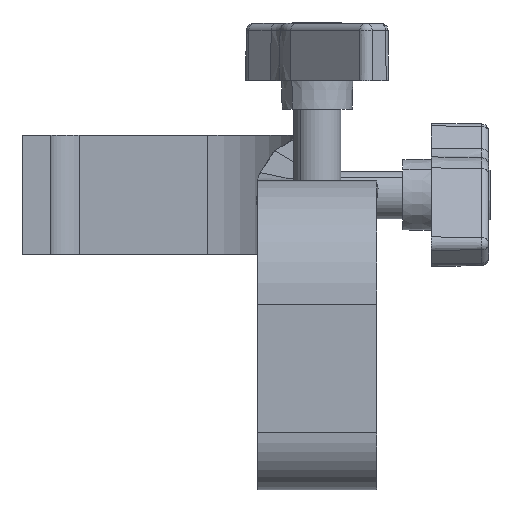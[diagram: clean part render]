
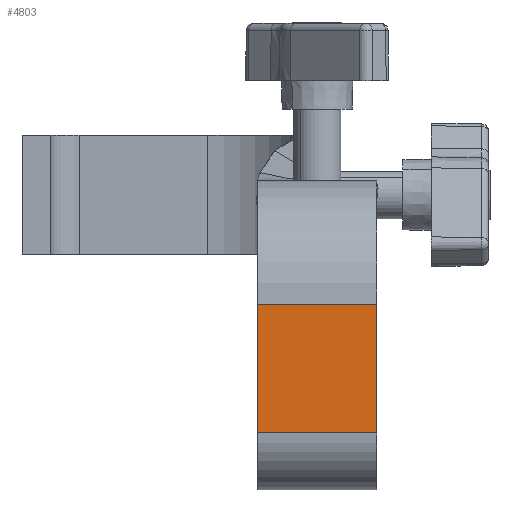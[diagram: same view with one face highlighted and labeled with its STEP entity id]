
A CAD part, front view. The second image highlights one B-rep face of the part: STEP entity #4803.
In plain terms, the highlighted planar face has unit normal (0, -1, 0).
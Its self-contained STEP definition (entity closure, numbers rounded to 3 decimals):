
#841 = CARTESIAN_POINT ( 'NONE',  ( 12.5, 0., -53. ) ) ;
#1627 = EDGE_CURVE ( 'NONE', #3078, #7381, #6801, .T. ) ;
#1641 = VECTOR ( 'NONE', #6636, 1000. ) ;
#1814 = EDGE_LOOP ( 'NONE', ( #8069, #2885, #14030, #7694 ) ) ;
#2885 = ORIENTED_EDGE ( 'NONE', *, *, #12109, .F. ) ;
#3078 = VERTEX_POINT ( 'NONE', #17185 ) ;
#4247 = CARTESIAN_POINT ( 'NONE',  ( 12.5, 0., -53. ) ) ;
#4634 = AXIS2_PLACEMENT_3D ( 'NONE', #16724, #6296, #14048 ) ;
#4803 = ADVANCED_FACE ( 'NONE', ( #5698 ), #10381, .T. ) ;
#5557 = VECTOR ( 'NONE', #15664, 1000. ) ;
#5698 = FACE_OUTER_BOUND ( 'NONE', #1814, .T. ) ;
#6296 = DIRECTION ( 'NONE',  ( 0., -1., 0. ) ) ;
#6636 = DIRECTION ( 'NONE',  ( 0., 0., 1. ) ) ;
#6801 = LINE ( 'NONE', #4247, #15822 ) ;
#7240 = EDGE_CURVE ( 'NONE', #7850, #11625, #17369, .T. ) ;
#7381 = VERTEX_POINT ( 'NONE', #10927 ) ;
#7437 = LINE ( 'NONE', #841, #5557 ) ;
#7694 = ORIENTED_EDGE ( 'NONE', *, *, #11144, .T. ) ;
#7850 = VERTEX_POINT ( 'NONE', #9274 ) ;
#8069 = ORIENTED_EDGE ( 'NONE', *, *, #7240, .F. ) ;
#9274 = CARTESIAN_POINT ( 'NONE',  ( -12.5, 0., -53. ) ) ;
#10381 = PLANE ( 'NONE',  #4634 ) ;
#10578 = LINE ( 'NONE', #11793, #16238 ) ;
#10927 = CARTESIAN_POINT ( 'NONE',  ( 12.5, 0., -26. ) ) ;
#11144 = EDGE_CURVE ( 'NONE', #7381, #11625, #10578, .T. ) ;
#11625 = VERTEX_POINT ( 'NONE', #14594 ) ;
#11793 = CARTESIAN_POINT ( 'NONE',  ( 12.5, 0., -26. ) ) ;
#12109 = EDGE_CURVE ( 'NONE', #3078, #7850, #7437, .T. ) ;
#13130 = DIRECTION ( 'NONE',  ( -1., 0., 0. ) ) ;
#13640 = DIRECTION ( 'NONE',  ( 0., 0., 1. ) ) ;
#14030 = ORIENTED_EDGE ( 'NONE', *, *, #1627, .T. ) ;
#14048 = DIRECTION ( 'NONE',  ( 0., 0., -1. ) ) ;
#14594 = CARTESIAN_POINT ( 'NONE',  ( -12.5, 0., -26. ) ) ;
#14692 = CARTESIAN_POINT ( 'NONE',  ( -12.5, 0., -53. ) ) ;
#15664 = DIRECTION ( 'NONE',  ( -1., 0., 0. ) ) ;
#15822 = VECTOR ( 'NONE', #13640, 1000. ) ;
#16238 = VECTOR ( 'NONE', #13130, 1000. ) ;
#16724 = CARTESIAN_POINT ( 'NONE',  ( 12.5, 0., -53. ) ) ;
#17185 = CARTESIAN_POINT ( 'NONE',  ( 12.5, 0., -53. ) ) ;
#17369 = LINE ( 'NONE', #14692, #1641 ) ;
